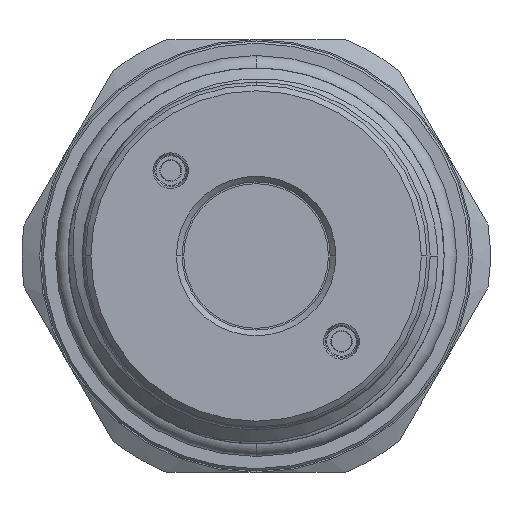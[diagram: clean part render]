
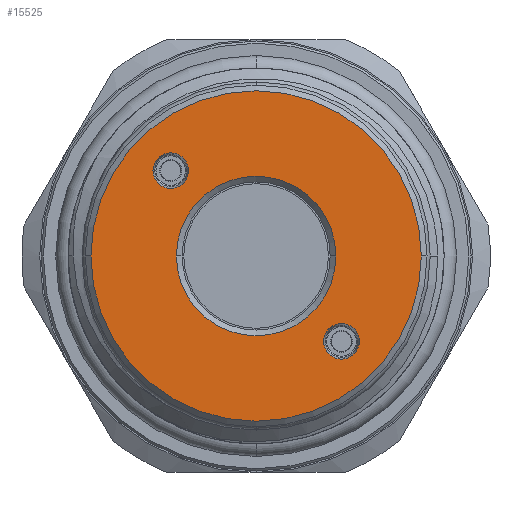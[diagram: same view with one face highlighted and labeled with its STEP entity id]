
A CAD part, left-side view. The second image highlights one B-rep face of the part: STEP entity #15525.
In plain terms, the highlighted planar face has unit normal (-1, 0, 0).
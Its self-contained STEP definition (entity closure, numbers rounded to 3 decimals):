
#384 = CIRCLE ( 'NONE', #15261, 1.561 ) ;
#436 = EDGE_CURVE ( 'NONE', #670, #14502, #1923, .T. ) ;
#670 = VERTEX_POINT ( 'NONE', #8615 ) ;
#868 = DIRECTION ( 'NONE',  ( 0., 1., 0. ) ) ;
#869 = DIRECTION ( 'NONE',  ( 0., 0., 1. ) ) ;
#900 = CARTESIAN_POINT ( 'NONE',  ( 0., -7.495, -7.495 ) ) ;
#1031 = CIRCLE ( 'NONE', #1205, 14.5 ) ;
#1205 = AXIS2_PLACEMENT_3D ( 'NONE', #3344, #11947, #13281 ) ;
#1224 = EDGE_CURVE ( 'NONE', #16188, #7709, #10745, .T. ) ;
#1618 = EDGE_LOOP ( 'NONE', ( #10976, #6096 ) ) ;
#1633 = DIRECTION ( 'NONE',  ( -1., 0., 0. ) ) ;
#1923 = CIRCLE ( 'NONE', #13944, 1.561 ) ;
#2118 = DIRECTION ( 'NONE',  ( -1., 0., 0. ) ) ;
#2251 = CIRCLE ( 'NONE', #4894, 1.561 ) ;
#3119 = CARTESIAN_POINT ( 'NONE',  ( 0., 14.5, 0. ) ) ;
#3251 = EDGE_LOOP ( 'NONE', ( #5378, #13977 ) ) ;
#3344 = CARTESIAN_POINT ( 'NONE',  ( 0., 0., 0. ) ) ;
#3396 = ORIENTED_EDGE ( 'NONE', *, *, #13605, .F. ) ;
#3704 = DIRECTION ( 'NONE',  ( 0., 0., 1. ) ) ;
#3847 = DIRECTION ( 'NONE',  ( 0., 1., 0. ) ) ;
#3930 = VERTEX_POINT ( 'NONE', #9429 ) ;
#4018 = CARTESIAN_POINT ( 'NONE',  ( 0., 0., 0. ) ) ;
#4288 = VERTEX_POINT ( 'NONE', #11984 ) ;
#4322 = FACE_BOUND ( 'NONE', #13231, .T. ) ;
#4894 = AXIS2_PLACEMENT_3D ( 'NONE', #13803, #12521, #3704 ) ;
#4971 = EDGE_CURVE ( 'NONE', #14502, #670, #384, .T. ) ;
#5000 = AXIS2_PLACEMENT_3D ( 'NONE', #4018, #1633, #3847 ) ;
#5292 = CARTESIAN_POINT ( 'NONE',  ( 0., 0., 0. ) ) ;
#5378 = ORIENTED_EDGE ( 'NONE', *, *, #7809, .T. ) ;
#6040 = CARTESIAN_POINT ( 'NONE',  ( 0., 0., 0. ) ) ;
#6096 = ORIENTED_EDGE ( 'NONE', *, *, #4971, .F. ) ;
#6254 = ORIENTED_EDGE ( 'NONE', *, *, #1224, .T. ) ;
#6310 = DIRECTION ( 'NONE',  ( 0., 0., -1. ) ) ;
#6385 = VERTEX_POINT ( 'NONE', #8379 ) ;
#6904 = CARTESIAN_POINT ( 'NONE',  ( 0., 7.495, 7.495 ) ) ;
#7120 = CIRCLE ( 'NONE', #8001, 1.561 ) ;
#7224 = EDGE_LOOP ( 'NONE', ( #6254, #12368 ) ) ;
#7709 = VERTEX_POINT ( 'NONE', #15371 ) ;
#7809 = EDGE_CURVE ( 'NONE', #11372, #3930, #9885, .T. ) ;
#7917 = EDGE_CURVE ( 'NONE', #4288, #6385, #2251, .T. ) ;
#8001 = AXIS2_PLACEMENT_3D ( 'NONE', #6904, #8333, #869 ) ;
#8333 = DIRECTION ( 'NONE',  ( -1., 0., 0. ) ) ;
#8379 = CARTESIAN_POINT ( 'NONE',  ( 0., 7.495, 5.935 ) ) ;
#8615 = CARTESIAN_POINT ( 'NONE',  ( 0., -7.495, -9.056 ) ) ;
#9429 = CARTESIAN_POINT ( 'NONE',  ( 0., 7., 0. ) ) ;
#9878 = AXIS2_PLACEMENT_3D ( 'NONE', #6040, #12393, #16087 ) ;
#9885 = CIRCLE ( 'NONE', #15539, 7. ) ;
#10083 = CARTESIAN_POINT ( 'NONE',  ( 0., -7., 0. ) ) ;
#10294 = PLANE ( 'NONE',  #14958 ) ;
#10745 = CIRCLE ( 'NONE', #5000, 14.5 ) ;
#10803 = CIRCLE ( 'NONE', #9878, 7. ) ;
#10976 = ORIENTED_EDGE ( 'NONE', *, *, #436, .F. ) ;
#11023 = FACE_BOUND ( 'NONE', #3251, .T. ) ;
#11151 = DIRECTION ( 'NONE',  ( -1., 0., 0. ) ) ;
#11372 = VERTEX_POINT ( 'NONE', #10083 ) ;
#11410 = FACE_OUTER_BOUND ( 'NONE', #7224, .T. ) ;
#11947 = DIRECTION ( 'NONE',  ( -1., 0., 0. ) ) ;
#11984 = CARTESIAN_POINT ( 'NONE',  ( 0., 7.495, 9.056 ) ) ;
#12210 = EDGE_CURVE ( 'NONE', #3930, #11372, #10803, .T. ) ;
#12368 = ORIENTED_EDGE ( 'NONE', *, *, #12519, .T. ) ;
#12393 = DIRECTION ( 'NONE',  ( 1., 0., 0. ) ) ;
#12396 = DIRECTION ( 'NONE',  ( 0., 0., -1. ) ) ;
#12519 = EDGE_CURVE ( 'NONE', #7709, #16188, #1031, .T. ) ;
#12521 = DIRECTION ( 'NONE',  ( -1., 0., 0. ) ) ;
#12861 = DIRECTION ( 'NONE',  ( 0., 1., 0. ) ) ;
#13068 = CARTESIAN_POINT ( 'NONE',  ( 0., -7.495, -5.935 ) ) ;
#13166 = FACE_BOUND ( 'NONE', #1618, .T. ) ;
#13231 = EDGE_LOOP ( 'NONE', ( #14153, #3396 ) ) ;
#13281 = DIRECTION ( 'NONE',  ( 0., 1., 0. ) ) ;
#13428 = CARTESIAN_POINT ( 'NONE',  ( 0., 0., 0. ) ) ;
#13605 = EDGE_CURVE ( 'NONE', #6385, #4288, #7120, .T. ) ;
#13803 = CARTESIAN_POINT ( 'NONE',  ( 0., 7.495, 7.495 ) ) ;
#13818 = CARTESIAN_POINT ( 'NONE',  ( 0., -7.495, -7.495 ) ) ;
#13944 = AXIS2_PLACEMENT_3D ( 'NONE', #13818, #11151, #6310 ) ;
#13977 = ORIENTED_EDGE ( 'NONE', *, *, #12210, .T. ) ;
#14073 = DIRECTION ( 'NONE',  ( 1., 0., 0. ) ) ;
#14153 = ORIENTED_EDGE ( 'NONE', *, *, #7917, .F. ) ;
#14502 = VERTEX_POINT ( 'NONE', #13068 ) ;
#14958 = AXIS2_PLACEMENT_3D ( 'NONE', #5292, #14073, #12861 ) ;
#15261 = AXIS2_PLACEMENT_3D ( 'NONE', #900, #2118, #12396 ) ;
#15371 = CARTESIAN_POINT ( 'NONE',  ( 0., -14.5, 0. ) ) ;
#15525 = ADVANCED_FACE ( 'NONE', ( #11023, #11410, #4322, #13166 ), #10294, .F. ) ;
#15539 = AXIS2_PLACEMENT_3D ( 'NONE', #13428, #15801, #868 ) ;
#15801 = DIRECTION ( 'NONE',  ( 1., 0., 0. ) ) ;
#16087 = DIRECTION ( 'NONE',  ( 0., 1., 0. ) ) ;
#16188 = VERTEX_POINT ( 'NONE', #3119 ) ;
